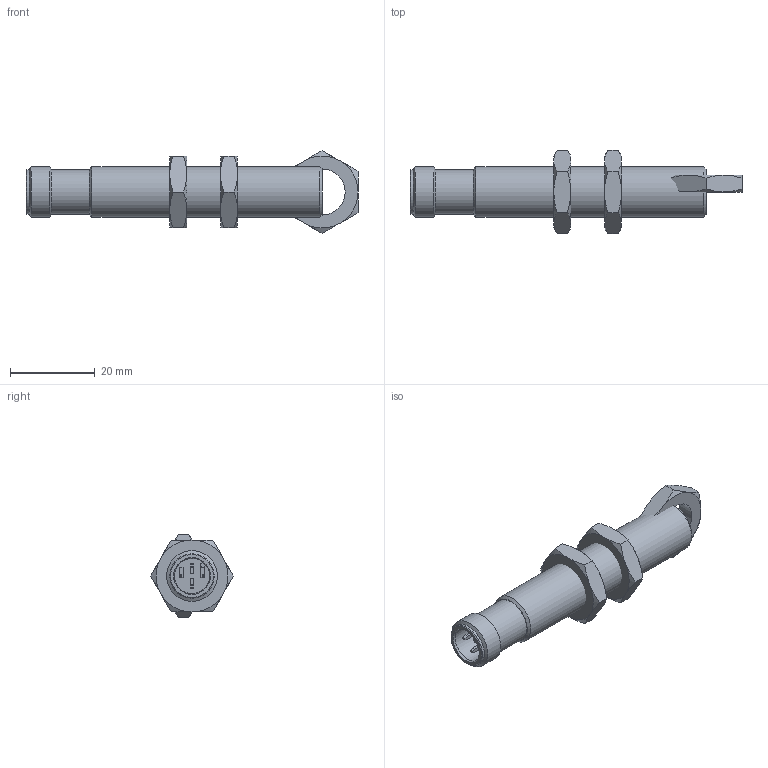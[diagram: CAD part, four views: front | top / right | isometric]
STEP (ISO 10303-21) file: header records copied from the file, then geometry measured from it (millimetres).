
FILE_DESCRIPTION( ( 'Unknown' ), '1' );
FILE_NAME( 'UNAM_12X1X14_S14.stp', 'Unknown', ( 'Unknown' ), ( 'Unknown' ), 'XStep 1.0', 'Unknown', ' ' );
FILE_SCHEMA( ( 'CONFIG_CONTROL_DESIGN' ) );
Length unit declared in the file: millimetre
Products named in the file (3): Assem1; 1; 2
Bounding box: 78.5 x 19.63 x 19.63 mm (x, y, z)
Volume: 16211.2 mm3; surface area: 8289.7 mm2
Topology: 5 solids, 5 shells, 181 faces, 428 edges, 269 vertices
Faces by surface type: plane 114, cone 50, cylinder 17
Full cylindrical faces by diameter (mm): 10 x2, 10.5 x4, 10.917 x3, 12 x4
Entity records: 2414 total; most frequent: CARTESIAN_POINT 514, DIRECTION 352, ORIENTED_EDGE 348, EDGE_CURVE 174, AXIS2_PLACEMENT_3D 119, VERTEX_POINT 117, LINE 114, VECTOR 114
